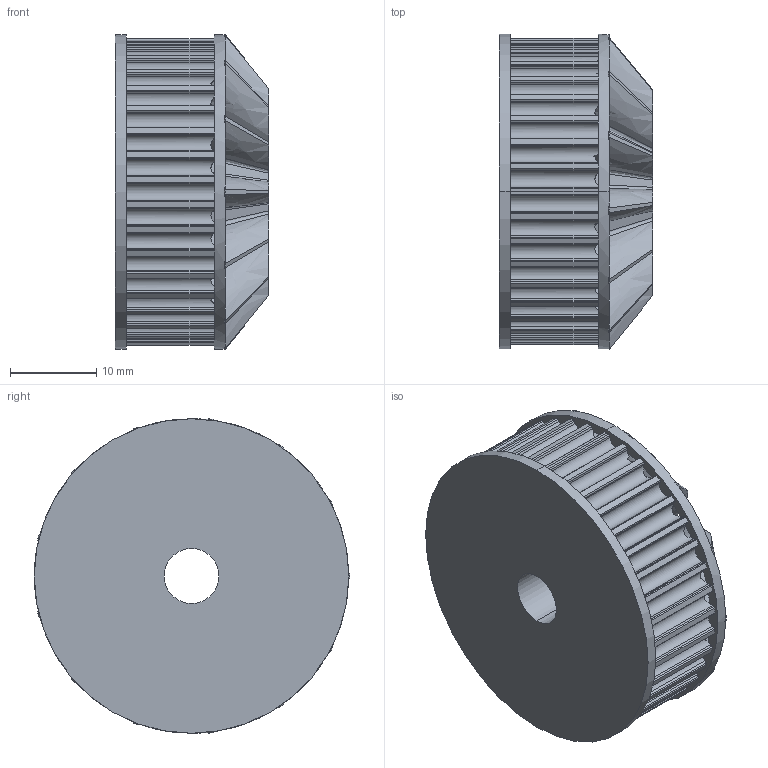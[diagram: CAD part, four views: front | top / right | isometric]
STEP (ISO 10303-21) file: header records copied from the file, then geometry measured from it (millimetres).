
FILE_DESCRIPTION (( 'STEP AP214' ), '1' );
FILE_NAME ('Swerve Miter Gear and Pully.STEP', '2022-12-30T03:17:36', ( '' ), ( '' ), 'SwSTEP 2.0', 'SolidWorks 2021', '' );
FILE_SCHEMA (( 'AUTOMOTIVE_DESIGN' ));
Length unit declared in the file: inch
Products named in the file (1): Swerve Miter Gear and Pully
Bounding box: 17.72 x 36.51 x 36.41 mm (x, y, z)
Volume: 13162.8 mm3; surface area: 5569.5 mm2
Topology: 1 solids, 1 shells, 368 faces, 1226 edges, 817 vertices
Faces by surface type: cylinder 259, bspline 65, cone 40, plane 4
Entity records: 15233 total; most frequent: CARTESIAN_POINT 4605, ORIENTED_EDGE 2452, DIRECTION 2172, EDGE_CURVE 1226, AXIS2_PLACEMENT_3D 930, VERTEX_POINT 817, CIRCLE 626, EDGE_LOOP 389
